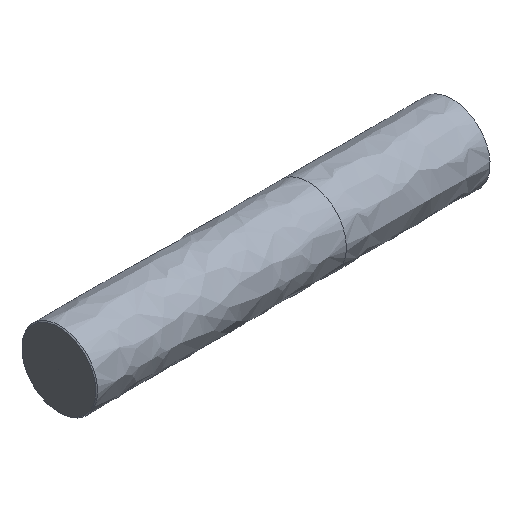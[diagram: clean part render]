
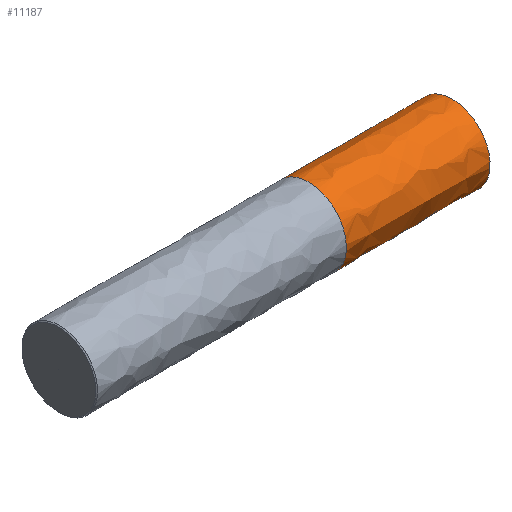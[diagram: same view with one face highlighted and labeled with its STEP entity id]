
A CAD part, isometric view. The second image highlights one B-rep face of the part: STEP entity #11187.
In plain terms, the highlighted free-form (B-spline) face has degree [5, 3] with [6, 4] control points.
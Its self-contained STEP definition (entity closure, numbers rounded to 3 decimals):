
#11093 = CARTESIAN_POINT ('', (-38., 10., 0.));
#11094 = VERTEX_POINT ('', #11093);
#11102 = CARTESIAN_POINT ('', (-38., 10., 0.));
#11103 = CARTESIAN_POINT ('', (-38., 10., -40.));
#11104 = CARTESIAN_POINT ('', (-38., -30., -20.));
#11105 = CARTESIAN_POINT ('', (-38., -30., 20.));
#11106 = CARTESIAN_POINT ('', (-38., 10., 40.));
#11107 = CARTESIAN_POINT ('', (-38., 10., 0.));
#11108 = (
   BOUNDED_CURVE ()
   B_SPLINE_CURVE (5, (#11102, #11103, #11104, #11105, #11106, #11107), .UNSPECIFIED., .T., .U.)
   B_SPLINE_CURVE_WITH_KNOTS ((6, 6), (0., 1.), .UNSPECIFIED.)
   CURVE ()
   GEOMETRIC_REPRESENTATION_ITEM ()
   RATIONAL_B_SPLINE_CURVE ((5., 1., 1., 1., 1., 5.))
   REPRESENTATION_ITEM ('')
);
#11109 = EDGE_CURVE ('', #11094, #11094, #11108, .T.);
#11140 = CARTESIAN_POINT ('', (0., 10., 0.));
#11141 = VERTEX_POINT ('', #11140);
#11142 = CARTESIAN_POINT ('', (0., 10., 0.));
#11143 = CARTESIAN_POINT ('', (0., 10., -40.));
#11144 = CARTESIAN_POINT ('', (0., -30., -20.));
#11145 = CARTESIAN_POINT ('', (0., -30., 20.));
#11146 = CARTESIAN_POINT ('', (0., 10., 40.));
#11147 = CARTESIAN_POINT ('', (0., 10., 0.));
#11148 = (
   BOUNDED_CURVE ()
   B_SPLINE_CURVE (5, (#11142, #11143, #11144, #11145, #11146, #11147), .UNSPECIFIED., .T., .U.)
   B_SPLINE_CURVE_WITH_KNOTS ((6, 6), (0., 1.), .UNSPECIFIED.)
   CURVE ()
   GEOMETRIC_REPRESENTATION_ITEM ()
   RATIONAL_B_SPLINE_CURVE ((5., 1., 1., 1., 1., 5.))
   REPRESENTATION_ITEM ('')
);
#11149 = EDGE_CURVE ('', #11141, #11141, #11148, .T.);
#11150 = ORIENTED_EDGE ('', *, *, #11149, .T.);
#11151 = CARTESIAN_POINT ('', (-38., 10., 0.));
#11152 = CARTESIAN_POINT ('', (-25.333, 10., 0.));
#11153 = CARTESIAN_POINT ('', (-12.667, 10., 0.));
#11154 = CARTESIAN_POINT ('', (0., 10., 0.));
#11155 = B_SPLINE_CURVE_WITH_KNOTS ('', 3, (#11151, #11152, #11153, #11154), .UNSPECIFIED., .F., .U., (4, 4), (0., 1.), .UNSPECIFIED.);
#11156 = EDGE_CURVE ('', #11094, #11141, #11155, .T.);
#11157 = ORIENTED_EDGE ('', *, *, #11156, .F.);
#11158 = ORIENTED_EDGE ('', *, *, #11109, .F.);
#11159 = ORIENTED_EDGE ('', *, *, #11156, .T.);
#11160 = EDGE_LOOP ('', (#11150, #11157, #11158, #11159));
#11161 = FACE_OUTER_BOUND ('', #11160, .T.);
#11162 = CARTESIAN_POINT ('', (-38., 10., 0.));
#11163 = CARTESIAN_POINT ('', (-25.333, 10., 0.));
#11164 = CARTESIAN_POINT ('', (-12.667, 10., 0.));
#11165 = CARTESIAN_POINT ('', (0., 10., 0.));
#11166 = CARTESIAN_POINT ('', (-38., 10., 40.));
#11167 = CARTESIAN_POINT ('', (-25.333, 10., 40.));
#11168 = CARTESIAN_POINT ('', (-12.667, 10., 40.));
#11169 = CARTESIAN_POINT ('', (0., 10., 40.));
#11170 = CARTESIAN_POINT ('', (-38., -30., 20.));
#11171 = CARTESIAN_POINT ('', (-25.333, -30., 20.));
#11172 = CARTESIAN_POINT ('', (-12.667, -30., 20.));
#11173 = CARTESIAN_POINT ('', (0., -30., 20.));
#11174 = CARTESIAN_POINT ('', (-38., -30., -20.));
#11175 = CARTESIAN_POINT ('', (-25.333, -30., -20.));
#11176 = CARTESIAN_POINT ('', (-12.667, -30., -20.));
#11177 = CARTESIAN_POINT ('', (0., -30., -20.));
#11178 = CARTESIAN_POINT ('', (-38., 10., -40.));
#11179 = CARTESIAN_POINT ('', (-25.333, 10., -40.));
#11180 = CARTESIAN_POINT ('', (-12.667, 10., -40.));
#11181 = CARTESIAN_POINT ('', (0., 10., -40.));
#11182 = CARTESIAN_POINT ('', (-38., 10., 0.));
#11183 = CARTESIAN_POINT ('', (-25.333, 10., 0.));
#11184 = CARTESIAN_POINT ('', (-12.667, 10., 0.));
#11185 = CARTESIAN_POINT ('', (0., 10., 0.));
#11186 = (
   BOUNDED_SURFACE ()
   B_SPLINE_SURFACE (5, 3, ((#11162, #11163, #11164, #11165), (#11166, #11167, #11168, #11169), (#11170, #11171, #11172, #11173), (#11174, #11175, #11176, #11177), (#11178, #11179, #11180, #11181), (#11182, #11183, #11184, #11185)), .UNSPECIFIED., .T., .F., .U.)
   B_SPLINE_SURFACE_WITH_KNOTS ((6, 6), (4, 4), (0., 1.), (0., 1.), .UNSPECIFIED.)
   SURFACE ()
   GEOMETRIC_REPRESENTATION_ITEM ()
   RATIONAL_B_SPLINE_SURFACE (((5., 5., 5., 5.), (1., 1., 1., 1.), (1., 1., 1., 1.), (1., 1., 1., 1.), (1., 1., 1., 1.), (5., 5., 5., 5.)))
   REPRESENTATION_ITEM ('')
);
#11187 = ADVANCED_FACE ('', (#11161), #11186, .T.);
